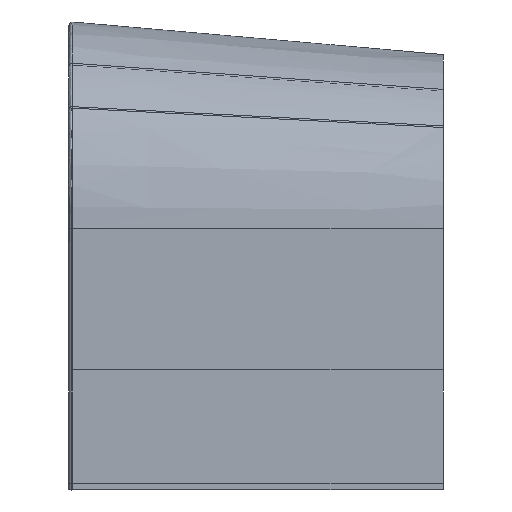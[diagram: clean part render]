
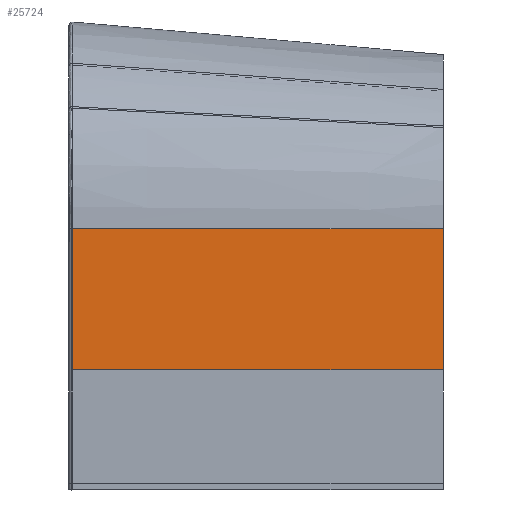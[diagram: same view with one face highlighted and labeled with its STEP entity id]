
A CAD part, left-side view. The second image highlights one B-rep face of the part: STEP entity #25724.
In plain terms, the highlighted free-form (B-spline) face has degree [5, 5] with [6, 7] control points.
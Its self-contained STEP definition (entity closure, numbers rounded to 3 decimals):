
#2142=DIRECTION('',(0.,0.,-1.));
#2143=VECTOR('',#2142,226.4);
#2144=CARTESIAN_POINT('',(-850.,-6.,44.));
#2145=LINE('',#2144,#2143);
#6469=DIRECTION('',(0.,-1.,0.));
#6470=VECTOR('',#6469,594.);
#6471=CARTESIAN_POINT('',(-850.,-6.,44.));
#6472=LINE('',#6471,#6470);
#6473=DIRECTION('',(0.,0.,1.));
#6474=VECTOR('',#6473,226.4);
#6475=CARTESIAN_POINT('',(-850.,-600.,-182.4));
#6476=LINE('',#6475,#6474);
#6477=DIRECTION('',(0.,-1.,0.));
#6478=VECTOR('',#6477,594.);
#6479=CARTESIAN_POINT('',(-850.,-6.,-182.4));
#6480=LINE('',#6479,#6478);
#7324=CARTESIAN_POINT('',(-850.,-600.,-182.4));
#7325=VERTEX_POINT('',#7324);
#7336=CARTESIAN_POINT('',(-850.,-600.,44.));
#7337=VERTEX_POINT('',#7336);
#7350=CARTESIAN_POINT('',(-850.,-6.,-182.4));
#7351=VERTEX_POINT('',#7350);
#7352=CARTESIAN_POINT('',(-850.,-6.,44.));
#7353=VERTEX_POINT('',#7352);
#25675=CARTESIAN_POINT('',(-850.,-605.94,-184.664));
#25676=CARTESIAN_POINT('',(-850.,-605.94,-166.865));
#25677=CARTESIAN_POINT('',(-850.,-605.94,-120.679));
#25678=CARTESIAN_POINT('',(-850.,-605.94,-74.493));
#25679=CARTESIAN_POINT('',(-850.,-605.94,-28.308));
#25680=CARTESIAN_POINT('',(-850.,-605.94,17.878));
#25681=CARTESIAN_POINT('',(-850.,-605.94,46.264));
#25682=CARTESIAN_POINT('',(-850.,-484.764,-184.664));
#25683=CARTESIAN_POINT('',(-850.,-484.764,-166.865));
#25684=CARTESIAN_POINT('',(-850.,-484.764,-120.679));
#25685=CARTESIAN_POINT('',(-850.,-484.764,
-74.493));
#25686=CARTESIAN_POINT('',(-850.,-484.764,
-28.308));
#25687=CARTESIAN_POINT('',(-850.,-484.764,17.878));
#25688=CARTESIAN_POINT('',(-850.,-484.764,46.264));
#25689=CARTESIAN_POINT('',(-850.,-363.588,-184.664));
#25690=CARTESIAN_POINT('',(-850.,-363.588,
-166.865));
#25691=CARTESIAN_POINT('',(-850.,-363.588,
-120.679));
#25692=CARTESIAN_POINT('',(-850.,-363.588,
-74.493));
#25693=CARTESIAN_POINT('',(-850.,-363.588,
-28.308));
#25694=CARTESIAN_POINT('',(-850.,-363.588,
17.878));
#25695=CARTESIAN_POINT('',(-850.,-363.588,46.264));
#25696=CARTESIAN_POINT('',(-850.,-242.412,
-184.664));
#25697=CARTESIAN_POINT('',(-850.,-242.412,
-166.865));
#25698=CARTESIAN_POINT('',(-850.,-242.412,
-120.679));
#25699=CARTESIAN_POINT('',(-850.,-242.412,
-74.493));
#25700=CARTESIAN_POINT('',(-850.,-242.412,
-28.308));
#25701=CARTESIAN_POINT('',(-850.,-242.412,
17.878));
#25702=CARTESIAN_POINT('',(-850.,-242.412,
46.264));
#25703=CARTESIAN_POINT('',(-850.,-121.236,
-184.664));
#25704=CARTESIAN_POINT('',(-850.,-121.236,
-166.865));
#25705=CARTESIAN_POINT('',(-850.,-121.236,
-120.679));
#25706=CARTESIAN_POINT('',(-850.,-121.236,
-74.493));
#25707=CARTESIAN_POINT('',(-850.,-121.236,
-28.308));
#25708=CARTESIAN_POINT('',(-850.,-121.236,
17.878));
#25709=CARTESIAN_POINT('',(-850.,-121.236,
46.264));
#25710=CARTESIAN_POINT('',(-850.,-0.06,-184.664));
#25711=CARTESIAN_POINT('',(-850.,-0.06,-166.865));
#25712=CARTESIAN_POINT('',(-850.,-0.06,-120.679));
#25713=CARTESIAN_POINT('',(-850.,-0.06,
-74.493));
#25714=CARTESIAN_POINT('',(-850.,-0.06,
-28.308));
#25715=CARTESIAN_POINT('',(-850.,-0.06,17.878));
#25716=CARTESIAN_POINT('',(-850.,-0.06,46.264));
#25717=B_SPLINE_SURFACE_WITH_KNOTS('',5,5,((#25675,#25676,#25677,#25678,#25679,
#25680,#25681),(#25682,#25683,#25684,#25685,#25686,#25687,#25688),(#25689,
#25690,#25691,#25692,#25693,#25694,#25695),(#25696,#25697,#25698,#25699,#25700,
#25701,#25702),(#25703,#25704,#25705,#25706,#25707,#25708,#25709),(#25710,
#25711,#25712,#25713,#25714,#25715,#25716)),.UNSPECIFIED.,.F.,.F.,.F.,(6,6),(6,
1,6),(-0.01,1.01),(0.454,0.667,
1.005),.UNSPECIFIED.);
#25718=ORIENTED_EDGE('',*,*,#13202,.F.);
#25719=ORIENTED_EDGE('',*,*,#13738,.T.);
#25720=ORIENTED_EDGE('',*,*,#13121,.F.);
#25721=ORIENTED_EDGE('',*,*,#13181,.F.);
#25722=EDGE_LOOP('',(#25718,#25719,#25720,#25721));
#25723=FACE_OUTER_BOUND('',#25722,.F.);
#25724=ADVANCED_FACE('',(#25723),#25717,.F.);
#13121=EDGE_CURVE('',#7325,#7337,#6476,.T.);
#13181=EDGE_CURVE('',#7351,#7325,#6480,.T.);
#13202=EDGE_CURVE('',#7353,#7351,#2145,.T.);
#13738=EDGE_CURVE('',#7353,#7337,#6472,.T.);
